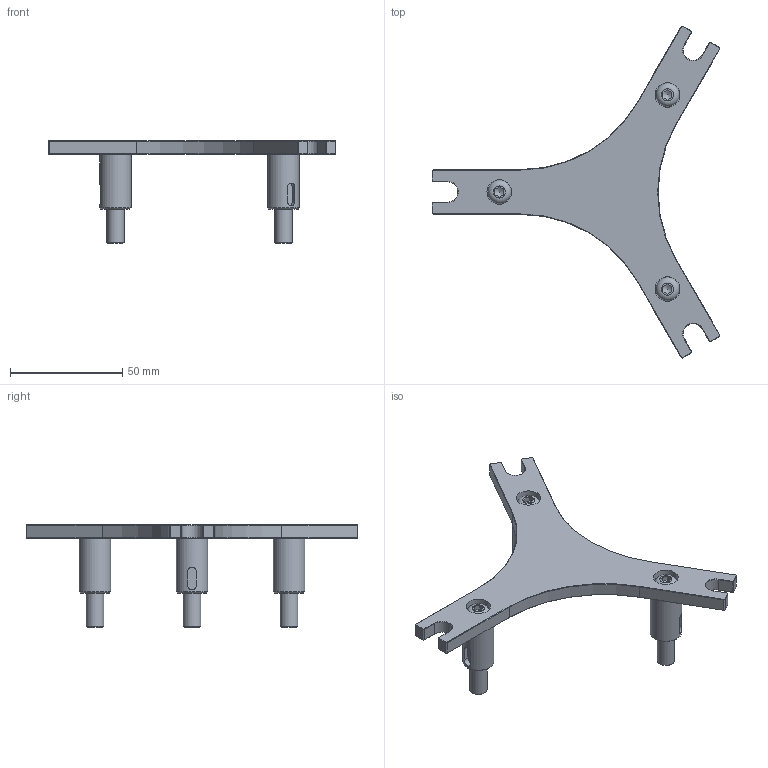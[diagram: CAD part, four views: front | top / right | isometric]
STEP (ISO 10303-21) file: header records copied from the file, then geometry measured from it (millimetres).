
FILE_DESCRIPTION(/* description */ ('ASSIEME PRESSORE PZP-160'),/* implementation_level */ '2;1');
FILE_NAME(/* name */ 'PZP-160-P.stp',/* time_stamp */ '2019-11-04T15:14:54+01:00',/* author */ ('Tecnico'),/* organization */ (''),/* preprocessor_version */ 'ST-DEVELOPER v17',/* originating_system */ 'Autodesk Inventor 2019',/* authorisation */ '');
FILE_SCHEMA (('AUTOMOTIVE_DESIGN { 1 0 10303 214 3 1 1 }'));
Length unit declared in the file: millimetre
Products named in the file (4): PZP-160-P; PZP-160-PRESSORE; ISO 7380-1 - M6 x 10; PZP-160-PERNO PRESSORE
Assembly tree (7 placements, depth 2):
  PZP-160-P
    PZP-160-PRESSORE
    ISO 7380-1 - M6 x 10  x3
    PZP-160-PERNO PRESSORE  x3
Bounding box: 128.41 x 148.06 x 45.8 mm (x, y, z)
Volume: 41976.9 mm3; surface area: 20827.1 mm2
Topology: 7 solids, 7 shells, 191 faces, 483 edges, 321 vertices
Faces by surface type: plane 119, cylinder 36, cone 30, torus 6
Full cylindrical faces by diameter (mm): 4.917 x3, 6 x3, 7.6 x3, 7.8 x3, 8 x3, 10.5 x3, 11 x3, 14 x3
Entity records: 4063 total; most frequent: CARTESIAN_POINT 730, DIRECTION 666, ORIENTED_EDGE 654, EDGE_CURVE 327, LINE 242, VECTOR 242, VERTEX_POINT 215, AXIS2_PLACEMENT_3D 212
